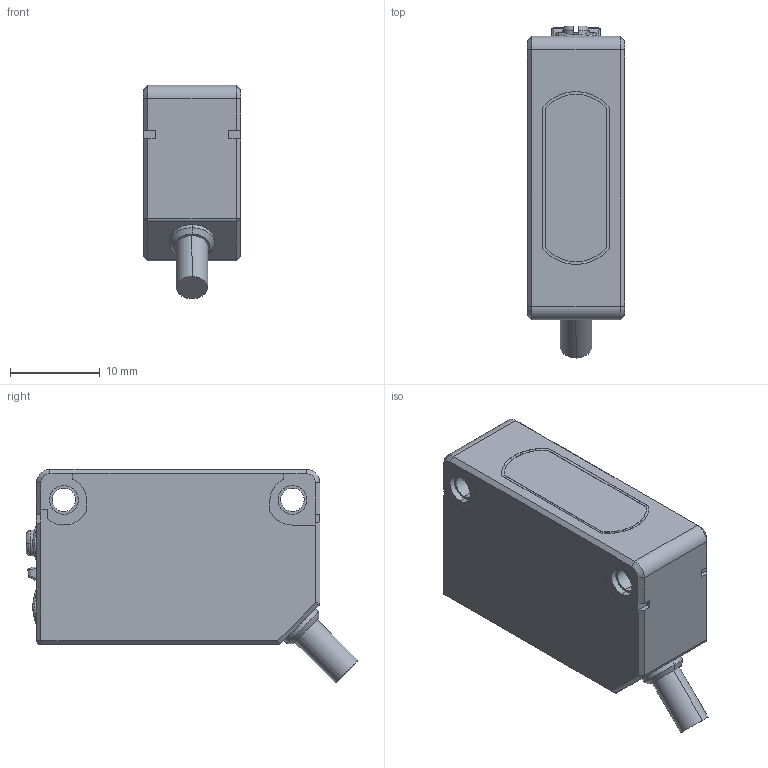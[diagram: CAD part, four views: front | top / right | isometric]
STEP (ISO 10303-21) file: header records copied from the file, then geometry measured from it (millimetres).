
FILE_DESCRIPTION (( 'STEP AP214' ), '1' );
FILE_NAME ('SA2E-[P][D][N]$3($)-$M1.STEP', '2021-03-18T00:46:43', ( 'IDEC' ), ( 'IDEC' ), 'SwSTEP 2.0', 'SolidWorks 2019', '' );
FILE_SCHEMA (( 'AUTOMOTIVE_DESIGN' ));
Length unit declared in the file: millimetre
Products named in the file (1): SA2E-[P][D][N]$3($)-$M1
Bounding box: 10.8 x 36.87 x 23.72 mm (x, y, z)
Volume: 6388.9 mm3; surface area: 2543.9 mm2
Topology: 1 solids, 1 shells, 287 faces, 715 edges, 451 vertices
Faces by surface type: plane 147, cylinder 73, bspline 49, cone 18
Entity records: 10625 total; most frequent: CARTESIAN_POINT 3986, ORIENTED_EDGE 1430, DIRECTION 1282, EDGE_CURVE 715, VERTEX_POINT 451, LINE 434, VECTOR 434, AXIS2_PLACEMENT_3D 424
